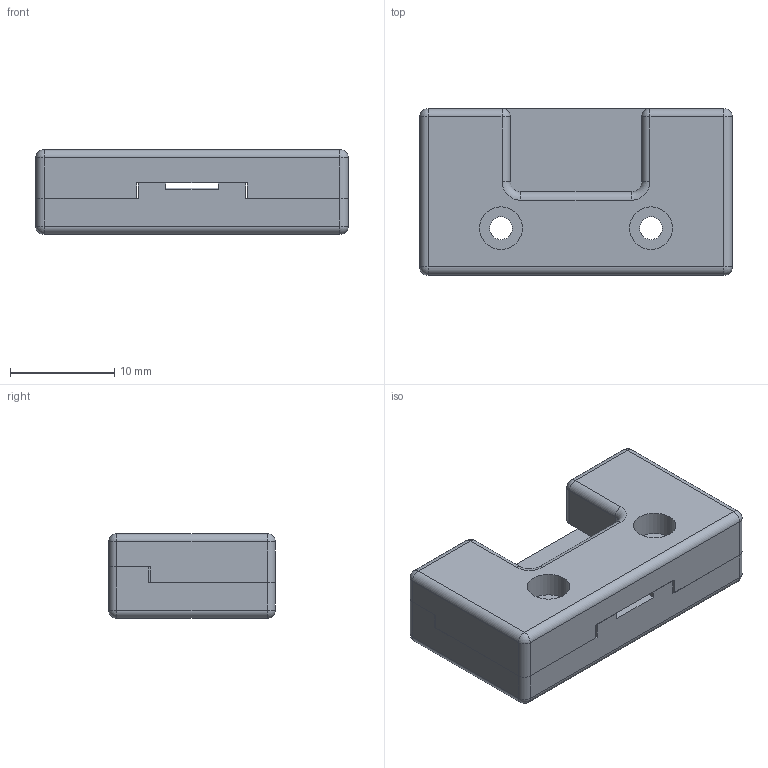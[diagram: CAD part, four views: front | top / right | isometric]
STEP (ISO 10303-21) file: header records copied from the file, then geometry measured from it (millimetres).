
FILE_DESCRIPTION(/* description */ (''),/* implementation_level */ '2;1');
FILE_NAME(/* name */ 'Stemma QT test slot v3.step',/* time_stamp */ '2022-03-19T22:09:35-05:00',/* author */ (''),/* organization */ (''),/* preprocessor_version */ 'ST-DEVELOPER v18.1',/* originating_system */ 'Autodesk Translation Framework v10.13.0.1454',/* authorisation */ '');
FILE_SCHEMA (('AUTOMOTIVE_DESIGN { 1 0 10303 214 3 1 1 }'));
Length unit declared in the file: millimetre
Products named in the file (1): Stemma QT test slot
Bounding box: 30 x 16 x 8.15 mm (x, y, z)
Volume: 2915.4 mm3; surface area: 2725.2 mm2
Topology: 2 solids, 2 shells, 116 faces, 288 edges, 180 vertices
Faces by surface type: plane 70, cylinder 34, sphere 10, torus 2
Full cylindrical faces by diameter (mm): 2.2 x4, 4.1 x2
Entity records: 3442 total; most frequent: DIRECTION 592, CARTESIAN_POINT 585, ORIENTED_EDGE 576, EDGE_CURVE 288, LINE 218, VECTOR 218, AXIS2_PLACEMENT_3D 187, VERTEX_POINT 180
